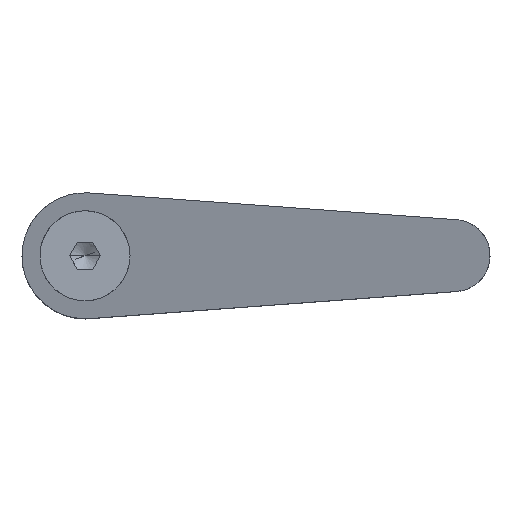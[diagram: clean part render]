
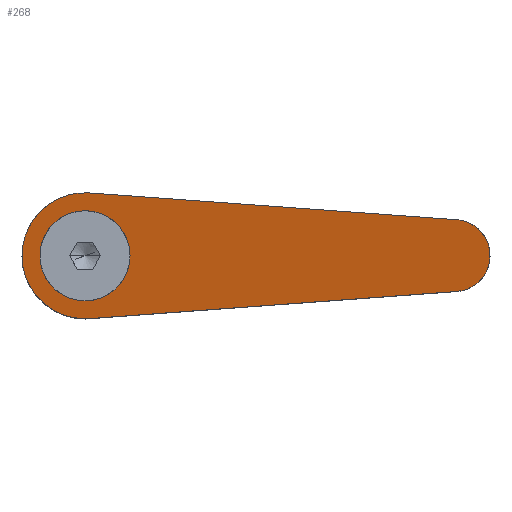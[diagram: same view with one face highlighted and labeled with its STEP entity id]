
A CAD part, top view. The second image highlights one B-rep face of the part: STEP entity #268.
In plain terms, the highlighted planar face has unit normal (-0.28, 0, 0.96).
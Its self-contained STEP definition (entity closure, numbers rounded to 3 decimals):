
#208=EDGE_CURVE('',#318,#252,#558,.T.);
#220=VERTEX_POINT('',#570);
#226=EDGE_CURVE('',#270,#332,#577,.T.);
#252=VERTEX_POINT('',#606);
#268=ADVANCED_FACE('',(#623,#624),#625,.F.);
#270=VERTEX_POINT('',#627);
#292=EDGE_CURVE('',#506,#324,#649,.T.);
#306=EDGE_CURVE('',#220,#270,#664,.T.);
#318=VERTEX_POINT('',#677);
#324=VERTEX_POINT('',#685);
#332=VERTEX_POINT('',#693);
#408=EDGE_CURVE('',#324,#318,#778,.T.);
#462=EDGE_CURVE('',#332,#220,#840,.T.);
#464=EDGE_CURVE('',#252,#502,#842,.T.);
#488=EDGE_CURVE('',#502,#506,#872,.T.);
#502=VERTEX_POINT('',#887);
#506=VERTEX_POINT('',#891);
#558=LINE('',#945,#946);
#570=CARTESIAN_POINT('',(-1.548,-4.754,62.092));
#577=ELLIPSE('',#972,5.209,5.0);
#606=CARTESIAN_POINT('',(41.293,-3.989,74.606));
#623=FACE_OUTER_BOUND('',#1060,.T.);
#624=FACE_BOUND('',#1061,.T.);
#625=PLANE('',#1062);
#627=CARTESIAN_POINT('',(0.,-5.0,62.545));
#649=ELLIPSE('',#1105,7.293,7.0);
#664=ELLIPSE('',#1132,5.209,5.0);
#677=CARTESIAN_POINT('',(0.512,-6.981,62.694));
#685=CARTESIAN_POINT('',(-7.,0.,60.5));
#693=CARTESIAN_POINT('',(0.,5.0,62.545));
#778=ELLIPSE('',#1291,7.293,7.0);
#840=ELLIPSE('',#1373,5.209,5.0);
#842=ELLIPSE('',#1376,4.167,4.);
#872=LINE('',#1421,#1422);
#887=CARTESIAN_POINT('',(41.293,3.989,74.606));
#891=CARTESIAN_POINT('',(0.512,6.981,62.694));
#945=CARTESIAN_POINT('',(44.068,-3.786,75.417));
#946=VECTOR('',#1501,1.0);
#972=AXIS2_PLACEMENT_3D('',#1513,#1514,#1515);
#1060=EDGE_LOOP('',(#1564,#1565,#1566,#1567,#1568));
#1061=EDGE_LOOP('',(#1569,#1570,#1571));
#1062=AXIS2_PLACEMENT_3D('',#1572,#1573,#1574);
#1105=AXIS2_PLACEMENT_3D('',#1584,#1585,#1586);
#1132=AXIS2_PLACEMENT_3D('',#1598,#1599,#1600);
#1291=AXIS2_PLACEMENT_3D('',#1718,#1719,#1720);
#1373=AXIS2_PLACEMENT_3D('',#1811,#1812,#1813);
#1376=AXIS2_PLACEMENT_3D('',#1814,#1815,#1816);
#1421=CARTESIAN_POINT('',(25.273,5.165,69.927));
#1422=VECTOR('',#1873,1.0);
#1501=DIRECTION('',(0.958,0.07,0.28));
#1513=CARTESIAN_POINT('',(0.0,0.0,62.545));
#1514=DIRECTION('',(-0.28,0.,0.96));
#1515=DIRECTION('',(-0.96,0.0,-0.28));
#1564=ORIENTED_EDGE('',*,*,#292,.T.);
#1565=ORIENTED_EDGE('',*,*,#408,.T.);
#1566=ORIENTED_EDGE('',*,*,#208,.T.);
#1567=ORIENTED_EDGE('',*,*,#464,.T.);
#1568=ORIENTED_EDGE('',*,*,#488,.T.);
#1569=ORIENTED_EDGE('',*,*,#306,.F.);
#1570=ORIENTED_EDGE('',*,*,#462,.F.);
#1571=ORIENTED_EDGE('',*,*,#226,.F.);
#1572=CARTESIAN_POINT('',(19.395,0.,68.21));
#1573=DIRECTION('',(0.28,0.,-0.96));
#1574=DIRECTION('',(0.269,0.96,0.079));
#1584=CARTESIAN_POINT('',(0.,0.,62.545));
#1585=DIRECTION('',(-0.28,0.,0.96));
#1586=DIRECTION('',(-0.96,0.,-0.28));
#1598=CARTESIAN_POINT('',(0.0,0.0,62.545));
#1599=DIRECTION('',(-0.28,0.,0.96));
#1600=DIRECTION('',(-0.96,0.0,-0.28));
#1718=CARTESIAN_POINT('',(0.,0.,62.545));
#1719=DIRECTION('',(-0.28,0.,0.96));
#1720=DIRECTION('',(-0.96,0.,-0.28));
#1811=CARTESIAN_POINT('',(0.0,0.0,62.545));
#1812=DIRECTION('',(-0.28,0.,0.96));
#1813=DIRECTION('',(-0.96,0.0,-0.28));
#1814=CARTESIAN_POINT('',(41.0,0.0,74.521));
#1815=DIRECTION('',(-0.28,0.,0.96));
#1816=DIRECTION('',(0.96,0.,0.28));
#1873=DIRECTION('',(-0.958,0.07,-0.28));
